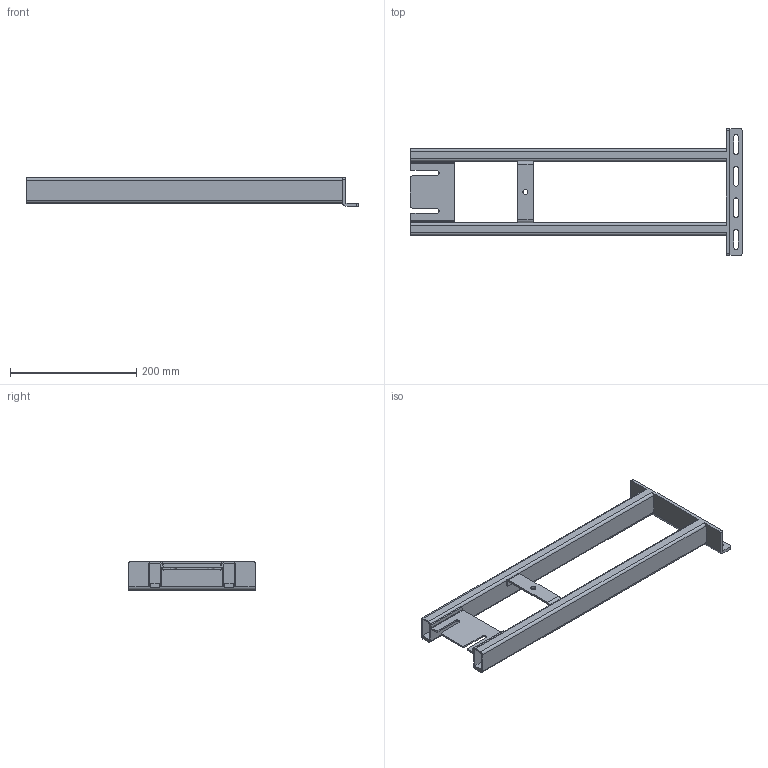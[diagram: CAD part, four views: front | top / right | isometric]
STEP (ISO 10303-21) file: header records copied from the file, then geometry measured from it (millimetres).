
FILE_DESCRIPTION((''),'2;1');
FILE_NAME('JC35TS-0051','2021-01-04T14:23:46',('Administrator'),('捷昌驱动'),'CREO PARAMETRIC BY PTC INC, 2018100','CREO PARAMETRIC BY PTC INC, 2018100','');
FILE_SCHEMA(('CONFIG_CONTROL_DESIGN'));
Length unit declared in the file: millimetre
Products named in the file (1): JC35TS-0051
Bounding box: 525 x 200 x 45 mm (x, y, z)
Volume: 302217.4 mm3; surface area: 261574 mm2
Topology: 1 solids, 1 shells, 124 faces, 364 edges, 244 vertices
Faces by surface type: plane 68, cylinder 56
Entity records: 4252 total; most frequent: CARTESIAN_POINT 748, DIRECTION 730, ORIENTED_EDGE 728, EDGE_CURVE 364, AXIS2_PLACEMENT_3D 246, VERTEX_POINT 244, VECTOR 238, LINE 238
